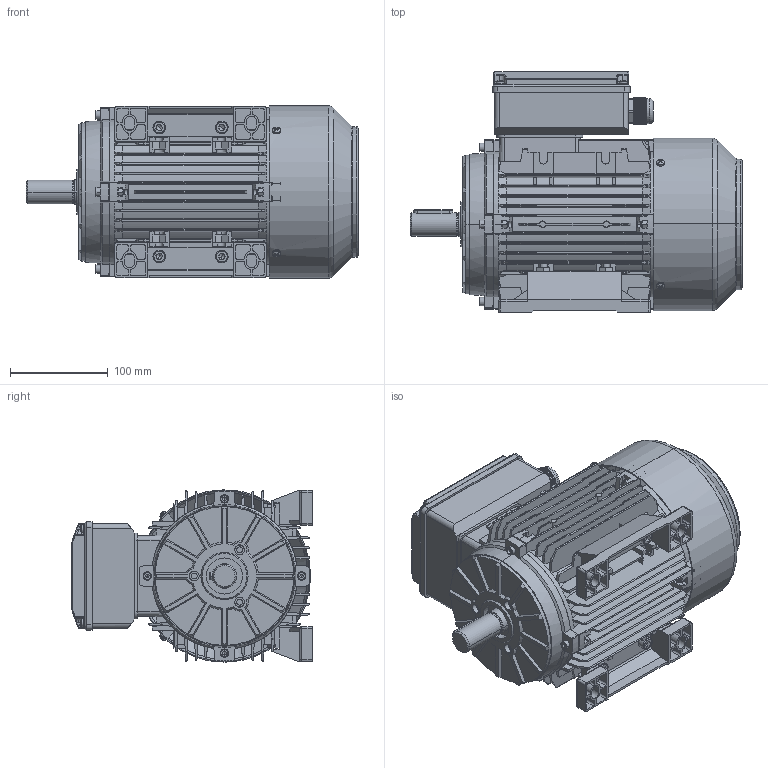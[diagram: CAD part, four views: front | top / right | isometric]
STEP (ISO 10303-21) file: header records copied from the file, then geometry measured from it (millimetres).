
FILE_DESCRIPTION (( 'STEP AP203' ), '1' );
FILE_NAME ('MY2 90L B3 臏源.STEP', '2024-09-04T06:04:31', ( '' ), ( '' ), 'SwSTEP 2.0', 'SolidWorks 2023', '' );
FILE_SCHEMA (( 'CONFIG_CONTROL_DESIGN' ));
Length unit declared in the file: millimetre
Products named in the file (19): TA90风罩; 90风叶; hexagon socket head cap screws gb_GB_FASTENER_SCREWS_HSHCS M5X25-N; MY80-MY100接线盒盖 方; cross recessed thread forming screws gb_GB_CROSS_SCREWS_TYPE138 M4X12-N; MY80-100接线盒总成 铝 方; MY2 90L B3 铝方; T90L机壳; MY80-MY100接线盒座 方; T90L转轴; hexagon nuts grade c gb_GB_FASTENER_NUT_SNC1 M8-N; plain parallel keys_GB_CONNECTING_PIECE_KEYS_CSK 8X40; M20×1.5螺套; TA90前盖1; hexagon socket head cap screws gb_GB_FASTENER_SCREWS_HSHCS M8X25-N; cross recessed pan head screws gb_GB_CROSS_SCREWS_TYPE1 M4X12-12  H type-N; hexagon nuts grade c gb_GB_FASTENER_NUT_SNC1 M5-N; T90L底脚; TA90后盖1
Assembly tree (45 placements, depth 3):
  MY2 90L B3 铝方
    T90L机壳
    T90L底脚  x2
    TA90风罩
    TA90后盖1
    90风叶
    T90L转轴
    plain parallel keys_GB_CONNECTING_PIECE_KEYS_CSK 8X40
    hexagon nuts grade c gb_GB_FASTENER_NUT_SNC1 M5-N  x8
    hexagon socket head cap screws gb_GB_FASTENER_SCREWS_HSHCS M5X25-N  x8
    hexagon socket head cap screws gb_GB_FASTENER_SCREWS_HSHCS M8X25-N  x4
    hexagon nuts grade c gb_GB_FASTENER_NUT_SNC1 M8-N  x4
    cross recessed thread forming screws gb_GB_CROSS_SCREWS_TYPE138 M4X12-N  x4
    TA90前盖1
    MY80-100接线盒总成 铝 方
      MY80-MY100接线盒座 方
      MY80-MY100接线盒盖 方
      M20×1.5螺套
      cross recessed pan head screws gb_GB_CROSS_SCREWS_TYPE1 M4X12-12  H type-N  x4
Bounding box: 340 x 246.5 x 176.5 mm (x, y, z)
Volume: 1436712.1 mm3; surface area: 932896.8 mm2
Topology: 48 solids, 48 shells, 4129 faces, 10967 edges, 7031 vertices
Faces by surface type: plane 2485, cylinder 1139, cone 283, torus 124, sphere 72, bspline 26
Entity records: 115792 total; most frequent: CARTESIAN_POINT 27875, ORIENTED_EDGE 18558, DIRECTION 16769, EDGE_CURVE 9279, VERTEX_POINT 5981, VECTOR 5889, LINE 5889, AXIS2_PLACEMENT_3D 5440
